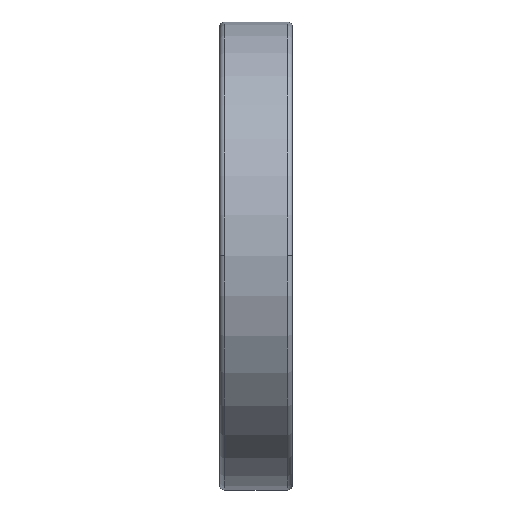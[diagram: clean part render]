
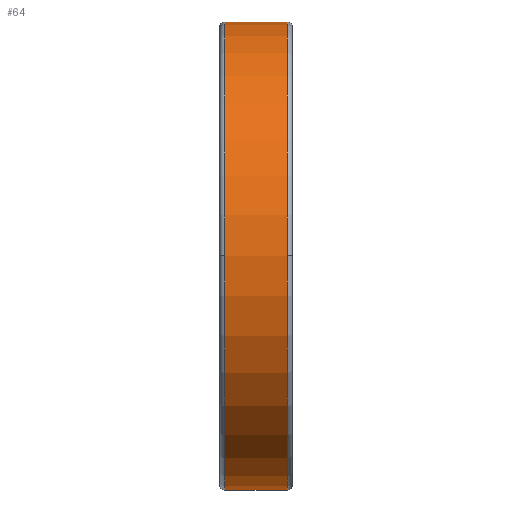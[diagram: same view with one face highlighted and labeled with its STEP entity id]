
A CAD part, top view. The second image highlights one B-rep face of the part: STEP entity #64.
In plain terms, the highlighted cylindrical face has radius 90 mm (diameter 180 mm), a partial arc.
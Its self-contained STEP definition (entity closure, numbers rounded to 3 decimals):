
#64=ADVANCED_FACE('',(#335),#336,.T.);
#335=FACE_OUTER_BOUND('',#923,.T.);
#336=CYLINDRICAL_SURFACE('',#924,90.0);
#923=EDGE_LOOP('',(#1525,#1526,#1527,#1528,#1529,#1530));
#924=AXIS2_PLACEMENT_3D('',#1531,#1532,#1533);
#1525=ORIENTED_EDGE('',*,*,#3811,.F.);
#1526=ORIENTED_EDGE('',*,*,#3812,.T.);
#1527=ORIENTED_EDGE('',*,*,#3813,.T.);
#1528=ORIENTED_EDGE('',*,*,#3814,.F.);
#1529=ORIENTED_EDGE('',*,*,#3815,.F.);
#1530=ORIENTED_EDGE('',*,*,#3807,.F.);
#1531=CARTESIAN_POINT('',(14.0,0.0,0.0));
#1532=DIRECTION('',(1.0,0.0,0.0));
#1533=DIRECTION('',(0.0,1.0,0.0));
#3807=EDGE_CURVE('',#4558,#4560,#4561,.T.);
#3811=EDGE_CURVE('',#4567,#4558,#4568,.T.);
#3812=EDGE_CURVE('',#4567,#4569,#4570,.T.);
#3813=EDGE_CURVE('',#4569,#4571,#4572,.T.);
#3814=EDGE_CURVE('',#4573,#4571,#4574,.T.);
#3815=EDGE_CURVE('',#4560,#4573,#4575,.T.);
#4558=VERTEX_POINT('',#5830);
#4560=VERTEX_POINT('',#5832);
#4561=CIRCLE('',#5833,90.0);
#4567=VERTEX_POINT('',#5839);
#4568=LINE('',#5840,#5841);
#4569=VERTEX_POINT('',#5842);
#4570=CIRCLE('',#5843,90.0);
#4571=VERTEX_POINT('',#5844);
#4572=CIRCLE('',#5845,90.0);
#4573=VERTEX_POINT('',#5846);
#4574=LINE('',#5847,#5848);
#4575=CIRCLE('',#5849,90.0);
#5830=CARTESIAN_POINT('',(26.0,90.0,0.0));
#5832=CARTESIAN_POINT('',(26.0,0.,90.0));
#5833=AXIS2_PLACEMENT_3D('',#9059,#9060,#9061);
#5839=CARTESIAN_POINT('',(2.0,90.0,0.0));
#5840=CARTESIAN_POINT('',(14.0,90.0,0.));
#5841=VECTOR('',#9071,1.0);
#5842=CARTESIAN_POINT('',(2.0,0.,90.0));
#5843=AXIS2_PLACEMENT_3D('',#9072,#9073,#9074);
#5844=CARTESIAN_POINT('',(2.0,-90.0,0.));
#5845=AXIS2_PLACEMENT_3D('',#9075,#9076,#9077);
#5846=CARTESIAN_POINT('',(26.0,-90.0,0.));
#5847=CARTESIAN_POINT('',(14.0,-90.0,0.));
#5848=VECTOR('',#9078,1.0);
#5849=AXIS2_PLACEMENT_3D('',#9079,#9080,#9081);
#9059=CARTESIAN_POINT('',(26.0,0.0,0.0));
#9060=DIRECTION('',(1.0,0.0,0.0));
#9061=DIRECTION('',(0.0,1.0,0.0));
#9071=DIRECTION('',(1.0,0.0,0.0));
#9072=CARTESIAN_POINT('',(2.0,0.0,0.0));
#9073=DIRECTION('',(1.0,0.0,0.0));
#9074=DIRECTION('',(0.0,1.0,0.0));
#9075=CARTESIAN_POINT('',(2.0,0.0,0.0));
#9076=DIRECTION('',(1.0,0.0,0.0));
#9077=DIRECTION('',(0.0,1.0,0.0));
#9078=DIRECTION('',(-1.0,-0.0,-0.0));
#9079=CARTESIAN_POINT('',(26.0,0.0,0.0));
#9080=DIRECTION('',(1.0,0.0,0.0));
#9081=DIRECTION('',(0.0,1.0,0.0));
